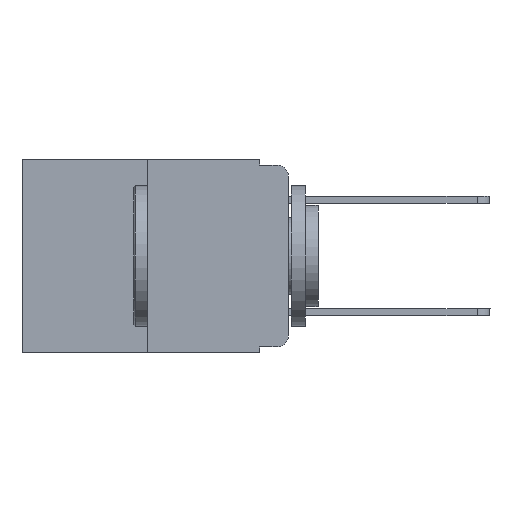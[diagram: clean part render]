
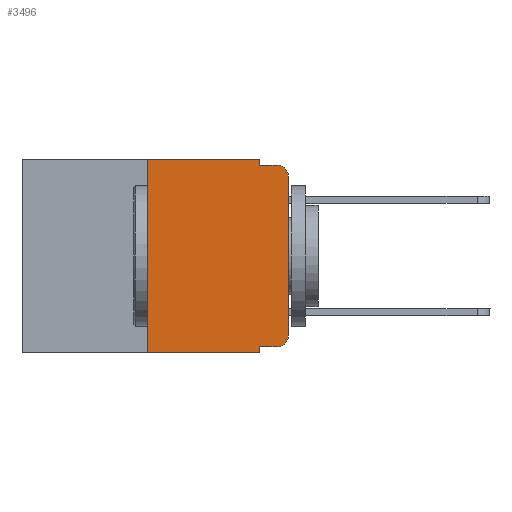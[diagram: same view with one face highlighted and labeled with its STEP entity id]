
A CAD part, left-side view. The second image highlights one B-rep face of the part: STEP entity #3496.
In plain terms, the highlighted planar face has unit normal (-1, 0, 0).
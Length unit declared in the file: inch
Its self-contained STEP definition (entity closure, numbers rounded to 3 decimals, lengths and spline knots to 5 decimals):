
#313 = CARTESIAN_POINT ( 'NONE',  ( 0., 0.473, -0.343 ) ) ;
#876 = VECTOR ( 'NONE', #17915, 39.37008 ) ;
#1850 = AXIS2_PLACEMENT_3D ( 'NONE', #8892, #19424, #25685 ) ;
#1938 = EDGE_CURVE ( 'NONE', #11573, #13956, #26174, .T. ) ;
#2025 = CARTESIAN_POINT ( 'NONE',  ( 0., 0.02, -0.01 ) ) ;
#2472 = DIRECTION ( 'NONE',  ( 0., -1., 0. ) ) ;
#2535 = LINE ( 'NONE', #19206, #13605 ) ;
#2669 = VECTOR ( 'NONE', #12484, 39.37008 ) ;
#2744 = ORIENTED_EDGE ( 'NONE', *, *, #18263, .T. ) ;
#3085 = CARTESIAN_POINT ( 'NONE',  ( 0., 0., -0.03 ) ) ;
#3430 = DIRECTION ( 'NONE',  ( 0., -1., 0. ) ) ;
#3496 = ADVANCED_FACE ( 'NONE', ( #26749 ), #12426, .F. ) ;
#4459 = CARTESIAN_POINT ( 'NONE',  ( 0., 0.051, -0.333 ) ) ;
#4474 = EDGE_CURVE ( 'NONE', #22632, #15770, #23092, .T. ) ;
#4848 = VERTEX_POINT ( 'NONE', #2025 ) ;
#7082 = CARTESIAN_POINT ( 'NONE',  ( 0., 0., -0.313 ) ) ;
#7650 = EDGE_CURVE ( 'NONE', #9867, #8698, #9564, .T. ) ;
#8650 = EDGE_CURVE ( 'NONE', #14609, #11573, #17941, .T. ) ;
#8698 = VERTEX_POINT ( 'NONE', #22323 ) ;
#8892 = CARTESIAN_POINT ( 'NONE',  ( 0., 0.02, -0.313 ) ) ;
#9165 = ORIENTED_EDGE ( 'NONE', *, *, #1938, .F. ) ;
#9508 = DIRECTION ( 'NONE',  ( 0., -1., 0. ) ) ;
#9564 = LINE ( 'NONE', #313, #25486 ) ;
#9867 = VERTEX_POINT ( 'NONE', #18278 ) ;
#9975 = CARTESIAN_POINT ( 'NONE',  ( 0., 0.02, -0.333 ) ) ;
#10136 = ORIENTED_EDGE ( 'NONE', *, *, #21676, .T. ) ;
#10250 = VECTOR ( 'NONE', #24308, 39.37008 ) ;
#10267 = CARTESIAN_POINT ( 'NONE',  ( 0., 0.051, 0. ) ) ;
#10706 = EDGE_CURVE ( 'NONE', #9867, #14609, #2535, .T. ) ;
#11488 = CARTESIAN_POINT ( 'NONE',  ( 0., 0., 0. ) ) ;
#11573 = VERTEX_POINT ( 'NONE', #13794 ) ;
#12046 = CARTESIAN_POINT ( 'NONE',  ( 0., 0.051, 0. ) ) ;
#12142 = EDGE_CURVE ( 'NONE', #13956, #4848, #19059, .T. ) ;
#12168 = DIRECTION ( 'NONE',  ( 1., 0., 0. ) ) ;
#12330 = EDGE_CURVE ( 'NONE', #17199, #8698, #15776, .T. ) ;
#12426 = PLANE ( 'NONE',  #23415 ) ;
#12484 = DIRECTION ( 'NONE',  ( 0., -1., 0. ) ) ;
#13324 = EDGE_CURVE ( 'NONE', #15770, #17381, #21957, .T. ) ;
#13542 = ORIENTED_EDGE ( 'NONE', *, *, #13324, .T. ) ;
#13605 = VECTOR ( 'NONE', #16922, 39.37008 ) ;
#13739 = LINE ( 'NONE', #18847, #2669 ) ;
#13794 = CARTESIAN_POINT ( 'NONE',  ( 0., 0.051, 0. ) ) ;
#13956 = VERTEX_POINT ( 'NONE', #25978 ) ;
#14232 = DIRECTION ( 'NONE',  ( 0., 0., -1. ) ) ;
#14609 = VERTEX_POINT ( 'NONE', #15581 ) ;
#14898 = ORIENTED_EDGE ( 'NONE', *, *, #12330, .F. ) ;
#15140 = VECTOR ( 'NONE', #9508, 39.37008 ) ;
#15483 = ORIENTED_EDGE ( 'NONE', *, *, #7650, .T. ) ;
#15581 = CARTESIAN_POINT ( 'NONE',  ( 0., 0.25, 0. ) ) ;
#15770 = VERTEX_POINT ( 'NONE', #7082 ) ;
#15776 = LINE ( 'NONE', #12046, #10250 ) ;
#15892 = CIRCLE ( 'NONE', #16292, 0.02 ) ;
#15915 = ORIENTED_EDGE ( 'NONE', *, *, #4474, .T. ) ;
#15992 = EDGE_LOOP ( 'NONE', ( #13542, #2744, #25876, #9165, #24883, #22033, #15483, #14898, #10136, #15915 ) ) ;
#16292 = AXIS2_PLACEMENT_3D ( 'NONE', #24866, #18690, #18601 ) ;
#16408 = VECTOR ( 'NONE', #22628, 39.37008 ) ;
#16922 = DIRECTION ( 'NONE',  ( 0., 0., 1. ) ) ;
#17199 = VERTEX_POINT ( 'NONE', #4459 ) ;
#17381 = VERTEX_POINT ( 'NONE', #3085 ) ;
#17915 = DIRECTION ( 'NONE',  ( 0., 0., 1. ) ) ;
#17941 = LINE ( 'NONE', #24246, #20899 ) ;
#18263 = EDGE_CURVE ( 'NONE', #17381, #4848, #15892, .T. ) ;
#18278 = CARTESIAN_POINT ( 'NONE',  ( 0., 0.25, -0.343 ) ) ;
#18503 = CARTESIAN_POINT ( 'NONE',  ( 0., 0.473, 0. ) ) ;
#18601 = DIRECTION ( 'NONE',  ( 0., 0., -1. ) ) ;
#18690 = DIRECTION ( 'NONE',  ( -1., 0., 0. ) ) ;
#18847 = CARTESIAN_POINT ( 'NONE',  ( 0., 0.051, -0.333 ) ) ;
#19059 = LINE ( 'NONE', #21930, #15140 ) ;
#19206 = CARTESIAN_POINT ( 'NONE',  ( 0., 0.25, 0. ) ) ;
#19424 = DIRECTION ( 'NONE',  ( -1., 0., 0. ) ) ;
#20899 = VECTOR ( 'NONE', #3430, 39.37008 ) ;
#21676 = EDGE_CURVE ( 'NONE', #17199, #22632, #13739, .T. ) ;
#21930 = CARTESIAN_POINT ( 'NONE',  ( 0., 0.051, -0.01 ) ) ;
#21957 = LINE ( 'NONE', #11488, #876 ) ;
#22033 = ORIENTED_EDGE ( 'NONE', *, *, #10706, .F. ) ;
#22323 = CARTESIAN_POINT ( 'NONE',  ( 0., 0.051, -0.343 ) ) ;
#22628 = DIRECTION ( 'NONE',  ( 0., 0., -1. ) ) ;
#22632 = VERTEX_POINT ( 'NONE', #9975 ) ;
#23092 = CIRCLE ( 'NONE', #1850, 0.02 ) ;
#23415 = AXIS2_PLACEMENT_3D ( 'NONE', #18503, #12168, #14232 ) ;
#24246 = CARTESIAN_POINT ( 'NONE',  ( 0., 0.473, 0. ) ) ;
#24308 = DIRECTION ( 'NONE',  ( 0., 0., -1. ) ) ;
#24866 = CARTESIAN_POINT ( 'NONE',  ( 0., 0.02, -0.03 ) ) ;
#24883 = ORIENTED_EDGE ( 'NONE', *, *, #8650, .F. ) ;
#25486 = VECTOR ( 'NONE', #2472, 39.37008 ) ;
#25685 = DIRECTION ( 'NONE',  ( 0., 0., -1. ) ) ;
#25876 = ORIENTED_EDGE ( 'NONE', *, *, #12142, .F. ) ;
#25978 = CARTESIAN_POINT ( 'NONE',  ( 0., 0.051, -0.01 ) ) ;
#26174 = LINE ( 'NONE', #10267, #16408 ) ;
#26749 = FACE_OUTER_BOUND ( 'NONE', #15992, .T. ) ;
